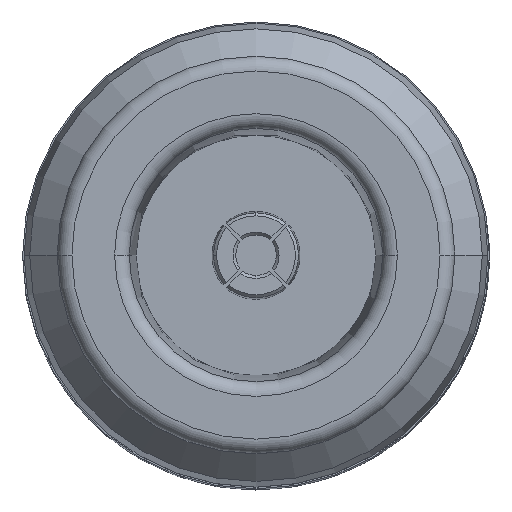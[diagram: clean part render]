
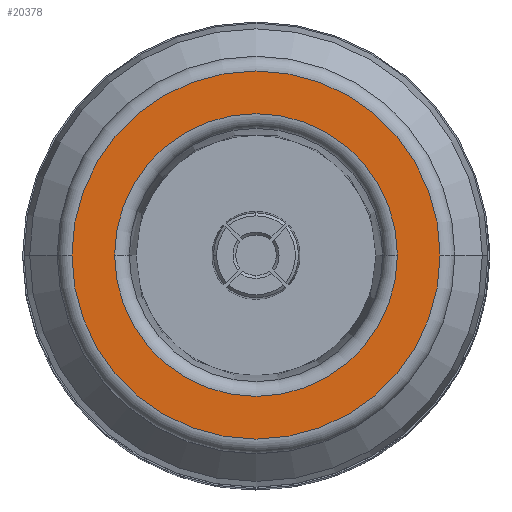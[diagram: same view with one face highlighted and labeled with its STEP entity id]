
A CAD part, top view. The second image highlights one B-rep face of the part: STEP entity #20378.
In plain terms, the highlighted planar face has unit normal (0, 0, 1).
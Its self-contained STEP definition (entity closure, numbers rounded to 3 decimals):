
#126 = FACE_OUTER_BOUND ( 'NONE', #19587, .T. ) ;
#136 = CIRCLE ( 'NONE', #5542, 6.25 ) ;
#792 = AXIS2_PLACEMENT_3D ( 'NONE', #13086, #2596, #14852 ) ;
#1114 = CARTESIAN_POINT ( 'NONE',  ( 0., 0., 0. ) ) ;
#1521 = VERTEX_POINT ( 'NONE', #22319 ) ;
#2115 = CIRCLE ( 'NONE', #792, 6.25 ) ;
#2596 = DIRECTION ( 'NONE',  ( 0., 0., 1. ) ) ;
#2887 = DIRECTION ( 'NONE',  ( 1., 0., 0. ) ) ;
#3808 = VERTEX_POINT ( 'NONE', #15211 ) ;
#4283 = CIRCLE ( 'NONE', #11683, 4.8 ) ;
#4810 = FACE_BOUND ( 'NONE', #18696, .T. ) ;
#5347 = EDGE_CURVE ( 'NONE', #7354, #1521, #12457, .T. ) ;
#5467 = ORIENTED_EDGE ( 'NONE', *, *, #7889, .T. ) ;
#5542 = AXIS2_PLACEMENT_3D ( 'NONE', #18845, #8350, #20618 ) ;
#5908 = CARTESIAN_POINT ( 'NONE',  ( 0., 0., 0. ) ) ;
#7146 = CARTESIAN_POINT ( 'NONE',  ( 0., 0., 0. ) ) ;
#7354 = VERTEX_POINT ( 'NONE', #16886 ) ;
#7574 = ORIENTED_EDGE ( 'NONE', *, *, #5347, .F. ) ;
#7702 = DIRECTION ( 'NONE',  ( -1., 0., 0. ) ) ;
#7889 = EDGE_CURVE ( 'NONE', #3808, #16809, #2115, .T. ) ;
#8350 = DIRECTION ( 'NONE',  ( 0., 0., 1. ) ) ;
#8834 = CARTESIAN_POINT ( 'NONE',  ( -6.25, 0., 0. ) ) ;
#8921 = DIRECTION ( 'NONE',  ( 1., 0., 0. ) ) ;
#9924 = AXIS2_PLACEMENT_3D ( 'NONE', #5908, #18196, #7702 ) ;
#11465 = ORIENTED_EDGE ( 'NONE', *, *, #17412, .T. ) ;
#11683 = AXIS2_PLACEMENT_3D ( 'NONE', #1114, #13377, #2887 ) ;
#12457 = CIRCLE ( 'NONE', #17593, 4.8 ) ;
#13086 = CARTESIAN_POINT ( 'NONE',  ( 0., 0., 0. ) ) ;
#13377 = DIRECTION ( 'NONE',  ( 0., 0., 1. ) ) ;
#14852 = DIRECTION ( 'NONE',  ( -1., 0., 0. ) ) ;
#15211 = CARTESIAN_POINT ( 'NONE',  ( 6.25, 0., 0. ) ) ;
#16809 = VERTEX_POINT ( 'NONE', #8834 ) ;
#16886 = CARTESIAN_POINT ( 'NONE',  ( -4.8, 0., 0. ) ) ;
#17412 = EDGE_CURVE ( 'NONE', #16809, #3808, #136, .T. ) ;
#17593 = AXIS2_PLACEMENT_3D ( 'NONE', #7146, #19422, #8921 ) ;
#18196 = DIRECTION ( 'NONE',  ( 0., 0., -1. ) ) ;
#18696 = EDGE_LOOP ( 'NONE', ( #20470, #7574 ) ) ;
#18845 = CARTESIAN_POINT ( 'NONE',  ( 0., 0., 0. ) ) ;
#19422 = DIRECTION ( 'NONE',  ( 0., 0., 1. ) ) ;
#19587 = EDGE_LOOP ( 'NONE', ( #11465, #5467 ) ) ;
#19881 = PLANE ( 'NONE',  #9924 ) ;
#20378 = ADVANCED_FACE ( 'NONE', ( #126, #4810 ), #19881, .F. ) ;
#20470 = ORIENTED_EDGE ( 'NONE', *, *, #21209, .F. ) ;
#20618 = DIRECTION ( 'NONE',  ( -1., 0., 0. ) ) ;
#21209 = EDGE_CURVE ( 'NONE', #1521, #7354, #4283, .T. ) ;
#22319 = CARTESIAN_POINT ( 'NONE',  ( 4.8, 0., 0. ) ) ;
